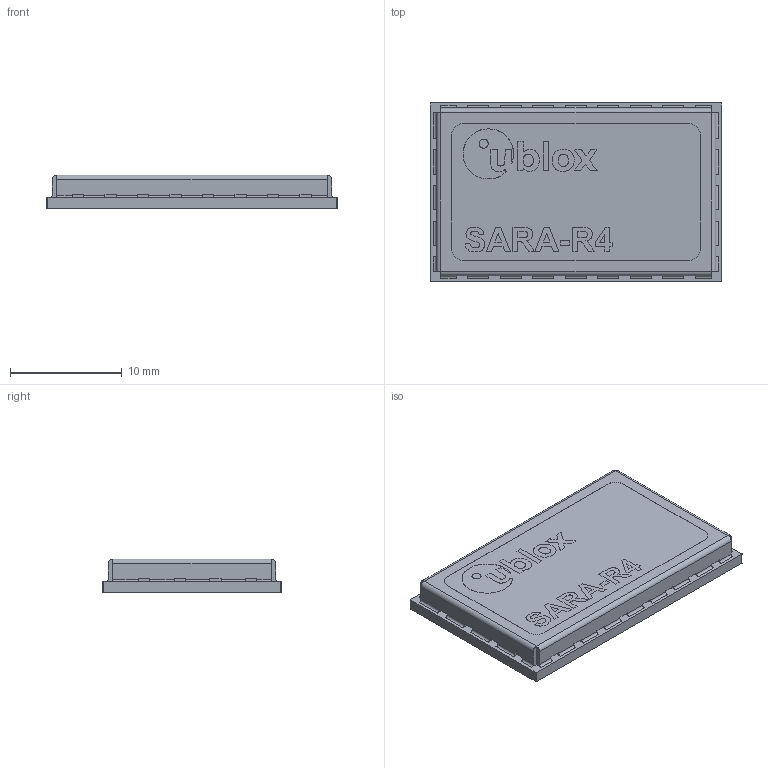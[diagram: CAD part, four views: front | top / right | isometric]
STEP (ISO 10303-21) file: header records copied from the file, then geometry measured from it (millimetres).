
FILE_DESCRIPTION(/* description */ (''),/* implementation_level */ '2;1');
FILE_NAME(/* name */ 'U-Blox - SARA R4.step',/* time_stamp */ '2019-12-07T03:52:46+00:00',/* author */ (''),/* organization */ (''),/* preprocessor_version */ 'ST-DEVELOPER v18',/* originating_system */ 'Autodesk Translation Framework v8.12.0.6',/* authorisation */ '');
FILE_SCHEMA (('AUTOMOTIVE_DESIGN { 1 0 10303 214 3 1 1 }'));
Length unit declared in the file: millimetre
Products named in the file (1): U-Blox - SMD-96
Bounding box: 26 x 16 x 3.03 mm (x, y, z)
Volume: 1166.1 mm3; surface area: 1095.5 mm2
Topology: 1 solids, 1 shells, 960 faces, 2509 edges, 1670 vertices
Faces by surface type: plane 710, bspline 210, cylinder 40
Entity records: 30745 total; most frequent: CARTESIAN_POINT 8170, ORIENTED_EDGE 5018, DIRECTION 3687, EDGE_CURVE 2509, LINE 2009, VECTOR 2009, VERTEX_POINT 1670, EDGE_LOOP 1079
